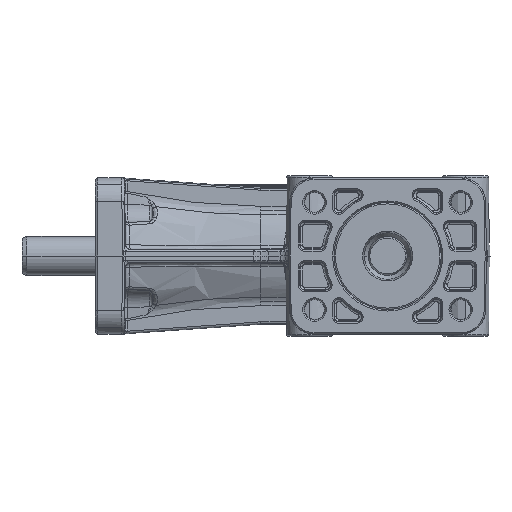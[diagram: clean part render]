
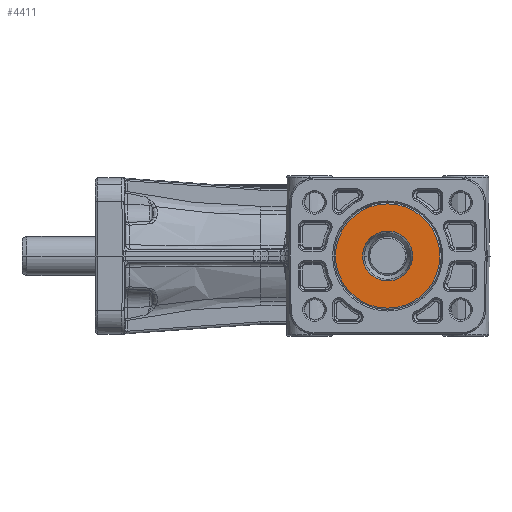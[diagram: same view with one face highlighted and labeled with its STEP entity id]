
A CAD part, left-side view. The second image highlights one B-rep face of the part: STEP entity #4411.
In plain terms, the highlighted planar face has unit normal (-1, 0, 0).
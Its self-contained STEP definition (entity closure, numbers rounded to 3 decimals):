
#4411=ADVANCED_FACE('',(#11333,#11334),#11335,.T.);
#11333=FACE_OUTER_BOUND('',#22521,.T.);
#11334=FACE_BOUND('',#22522,.T.);
#11335=PLANE('',#22523);
#22521=EDGE_LOOP('',(#113330,#113331,#113332));
#22522=EDGE_LOOP('',(#113333,#113334));
#22523=AXIS2_PLACEMENT_3D('',#113335,#113336,#113337);
#113330=ORIENTED_EDGE('',*,*,#134836,.F.);
#113331=ORIENTED_EDGE('',*,*,#134835,.F.);
#113332=ORIENTED_EDGE('',*,*,#134986,.F.);
#113333=ORIENTED_EDGE('',*,*,#134984,.T.);
#113334=ORIENTED_EDGE('',*,*,#134841,.T.);
#113335=CARTESIAN_POINT('',(-31.5,7.914,0.0));
#113336=DIRECTION('',(-1.0,0.0,0.0));
#113337=DIRECTION('',(0.0,0.0,1.0));
#134835=EDGE_CURVE('',#147409,#147411,#147412,.T.);
#134836=EDGE_CURVE('',#147411,#147413,#147414,.T.);
#134841=EDGE_CURVE('',#147422,#147419,#147423,.T.);
#134984=EDGE_CURVE('',#147419,#147422,#147631,.T.);
#134986=EDGE_CURVE('',#147413,#147409,#147633,.T.);
#147409=VERTEX_POINT('',#165421);
#147411=VERTEX_POINT('',#165423);
#147412=CIRCLE('',#165424,10.7);
#147413=VERTEX_POINT('',#165425);
#147414=CIRCLE('',#165426,10.7);
#147419=VERTEX_POINT('',#165431);
#147422=VERTEX_POINT('',#165435);
#147423=CIRCLE('',#165436,5.128);
#147631=CIRCLE('',#166354,5.128);
#147633=CIRCLE('',#166356,10.7);
#165421=CARTESIAN_POINT('',(-31.5,0.,-10.7));
#165423=CARTESIAN_POINT('',(-31.5,10.7,0.0));
#165424=AXIS2_PLACEMENT_3D('',#195625,#195626,#195627);
#165425=CARTESIAN_POINT('',(-31.5,0.,10.7));
#165426=AXIS2_PLACEMENT_3D('',#195628,#195629,#195630);
#165431=CARTESIAN_POINT('',(-31.5,5.128,0.0));
#165435=CARTESIAN_POINT('',(-31.5,-5.128,0.));
#165436=AXIS2_PLACEMENT_3D('',#195638,#195639,#195640);
#166354=AXIS2_PLACEMENT_3D('',#195791,#195792,#195793);
#166356=AXIS2_PLACEMENT_3D('',#195794,#195795,#195796);
#195625=CARTESIAN_POINT('',(-31.5,0.0,0.0));
#195626=DIRECTION('',(1.0,0.0,0.0));
#195627=DIRECTION('',(0.0,1.0,0.0));
#195628=CARTESIAN_POINT('',(-31.5,0.0,0.0));
#195629=DIRECTION('',(1.0,0.0,0.0));
#195630=DIRECTION('',(0.0,1.0,0.0));
#195638=CARTESIAN_POINT('',(-31.5,0.0,0.0));
#195639=DIRECTION('',(1.0,0.0,0.0));
#195640=DIRECTION('',(0.0,1.0,0.0));
#195791=CARTESIAN_POINT('',(-31.5,0.0,0.0));
#195792=DIRECTION('',(1.0,0.0,0.0));
#195793=DIRECTION('',(0.0,1.0,0.0));
#195794=CARTESIAN_POINT('',(-31.5,0.0,0.0));
#195795=DIRECTION('',(1.0,0.0,0.0));
#195796=DIRECTION('',(0.0,1.0,0.0));
